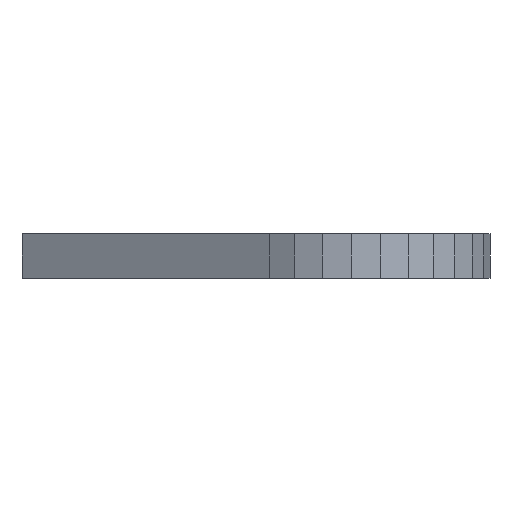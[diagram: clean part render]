
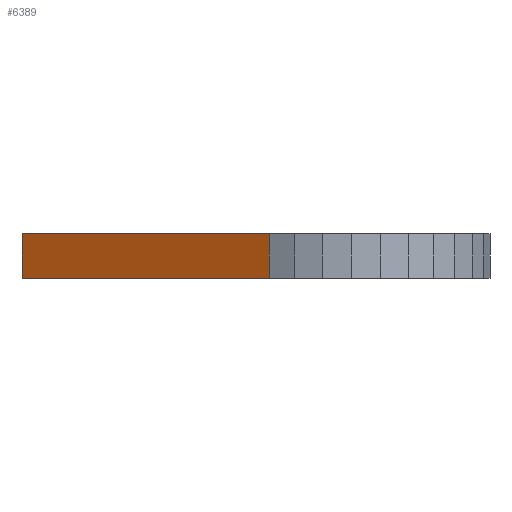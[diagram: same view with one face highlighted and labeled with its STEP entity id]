
A CAD part, left-side view. The second image highlights one B-rep face of the part: STEP entity #6389.
In plain terms, the highlighted planar face has unit normal (0.854, -0.52, 0).
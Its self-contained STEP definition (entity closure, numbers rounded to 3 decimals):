
#32 = PLANE('',#33);
#33 = AXIS2_PLACEMENT_3D('',#34,#35,#36);
#34 = CARTESIAN_POINT('',(58.36,-6.825,3.5));
#35 = DIRECTION('',(0.,0.,-1.));
#36 = DIRECTION('',(-1.,0.,-0.));
#141 = VERTEX_POINT('',#142);
#142 = CARTESIAN_POINT('',(-19.,-3.,3.5));
#156 = PLANE('',#157);
#157 = AXIS2_PLACEMENT_3D('',#158,#159,#160);
#158 = CARTESIAN_POINT('',(27.,-3.,0.));
#159 = DIRECTION('',(0.,1.,-0.));
#160 = DIRECTION('',(0.,0.,1.));
#168 = EDGE_CURVE('',#141,#169,#171,.T.);
#169 = VERTEX_POINT('',#170);
#170 = CARTESIAN_POINT('',(-30.899,-22.534,3.5));
#171 = SURFACE_CURVE('',#172,(#176,#183),.PCURVE_S1.);
#172 = LINE('',#173,#174);
#173 = CARTESIAN_POINT('',(-19.,-3.,3.5));
#174 = VECTOR('',#175,1.);
#175 = DIRECTION('',(-0.52,-0.854,0.));
#176 = PCURVE('',#32,#177);
#177 = DEFINITIONAL_REPRESENTATION('',(#178),#182);
#178 = LINE('',#179,#180);
#179 = CARTESIAN_POINT('',(77.36,3.825));
#180 = VECTOR('',#181,1.);
#181 = DIRECTION('',(0.52,-0.854));
#182 = ( GEOMETRIC_REPRESENTATION_CONTEXT(2) 
PARAMETRIC_REPRESENTATION_CONTEXT() REPRESENTATION_CONTEXT('2D SPACE',''
  ) );
#183 = PCURVE('',#184,#189);
#184 = PLANE('',#185);
#185 = AXIS2_PLACEMENT_3D('',#186,#187,#188);
#186 = CARTESIAN_POINT('',(-19.,-3.,0.));
#187 = DIRECTION('',(-0.854,0.52,0.));
#188 = DIRECTION('',(-0.52,-0.854,0.));
#189 = DEFINITIONAL_REPRESENTATION('',(#190),#194);
#190 = LINE('',#191,#192);
#191 = CARTESIAN_POINT('',(0.,3.5));
#192 = VECTOR('',#193,1.);
#193 = DIRECTION('',(1.,0.));
#194 = ( GEOMETRIC_REPRESENTATION_CONTEXT(2) 
PARAMETRIC_REPRESENTATION_CONTEXT() REPRESENTATION_CONTEXT('2D SPACE',''
  ) );
#212 = PLANE('',#213);
#213 = AXIS2_PLACEMENT_3D('',#214,#215,#216);
#214 = CARTESIAN_POINT('',(-31.474,-23.53,1.75));
#215 = DIRECTION('',(0.866,-0.5,0.)
  );
#216 = DIRECTION('',(0.5,0.866,0.));
#3145 = PLANE('',#3146);
#3146 = AXIS2_PLACEMENT_3D('',#3147,#3148,#3149);
#3147 = CARTESIAN_POINT('',(54.399,-25.462,0.));
#3148 = DIRECTION('',(0.,0.,1.));
#3149 = DIRECTION('',(1.,0.,-0.));
#3483 = VERTEX_POINT('',#3484);
#3484 = CARTESIAN_POINT('',(-30.899,-22.534,0.));
#3505 = EDGE_CURVE('',#3483,#3506,#3508,.T.);
#3506 = VERTEX_POINT('',#3507);
#3507 = CARTESIAN_POINT('',(-19.,-3.,0.));
#3508 = SURFACE_CURVE('',#3509,(#3513,#3520),.PCURVE_S1.);
#3509 = LINE('',#3510,#3511);
#3510 = CARTESIAN_POINT('',(-30.899,-22.534,0.));
#3511 = VECTOR('',#3512,1.);
#3512 = DIRECTION('',(0.52,0.854,0.));
#3513 = PCURVE('',#3145,#3514);
#3514 = DEFINITIONAL_REPRESENTATION('',(#3515),#3519);
#3515 = LINE('',#3516,#3517);
#3516 = CARTESIAN_POINT('',(-85.298,2.927));
#3517 = VECTOR('',#3518,1.);
#3518 = DIRECTION('',(0.52,0.854));
#3519 = ( GEOMETRIC_REPRESENTATION_CONTEXT(2) 
PARAMETRIC_REPRESENTATION_CONTEXT() REPRESENTATION_CONTEXT('2D SPACE',''
  ) );
#3520 = PCURVE('',#184,#3521);
#3521 = DEFINITIONAL_REPRESENTATION('',(#3522),#3526);
#3522 = LINE('',#3523,#3524);
#3523 = CARTESIAN_POINT('',(22.873,0.));
#3524 = VECTOR('',#3525,1.);
#3525 = DIRECTION('',(-1.,0.));
#3526 = ( GEOMETRIC_REPRESENTATION_CONTEXT(2) 
PARAMETRIC_REPRESENTATION_CONTEXT() REPRESENTATION_CONTEXT('2D SPACE',''
  ) );
#6368 = EDGE_CURVE('',#3506,#141,#6369,.T.);
#6369 = SURFACE_CURVE('',#6370,(#6374,#6381),.PCURVE_S1.);
#6370 = LINE('',#6371,#6372);
#6371 = CARTESIAN_POINT('',(-19.,-3.,0.));
#6372 = VECTOR('',#6373,1.);
#6373 = DIRECTION('',(0.,0.,1.));
#6374 = PCURVE('',#156,#6375);
#6375 = DEFINITIONAL_REPRESENTATION('',(#6376),#6380);
#6376 = LINE('',#6377,#6378);
#6377 = CARTESIAN_POINT('',(0.,-46.));
#6378 = VECTOR('',#6379,1.);
#6379 = DIRECTION('',(1.,0.));
#6380 = ( GEOMETRIC_REPRESENTATION_CONTEXT(2) 
PARAMETRIC_REPRESENTATION_CONTEXT() REPRESENTATION_CONTEXT('2D SPACE',''
  ) );
#6381 = PCURVE('',#184,#6382);
#6382 = DEFINITIONAL_REPRESENTATION('',(#6383),#6387);
#6383 = LINE('',#6384,#6385);
#6384 = CARTESIAN_POINT('',(0.,0.));
#6385 = VECTOR('',#6386,1.);
#6386 = DIRECTION('',(0.,1.));
#6387 = ( GEOMETRIC_REPRESENTATION_CONTEXT(2) 
PARAMETRIC_REPRESENTATION_CONTEXT() REPRESENTATION_CONTEXT('2D SPACE',''
  ) );
#6389 = ADVANCED_FACE('',(#6390),#184,.F.);
#6390 = FACE_BOUND('',#6391,.F.);
#6391 = EDGE_LOOP('',(#6392,#6393,#6394,#6415));
#6392 = ORIENTED_EDGE('',*,*,#6368,.F.);
#6393 = ORIENTED_EDGE('',*,*,#3505,.F.);
#6394 = ORIENTED_EDGE('',*,*,#6395,.T.);
#6395 = EDGE_CURVE('',#3483,#169,#6396,.T.);
#6396 = SURFACE_CURVE('',#6397,(#6401,#6408),.PCURVE_S1.);
#6397 = LINE('',#6398,#6399);
#6398 = CARTESIAN_POINT('',(-30.899,-22.534,0.));
#6399 = VECTOR('',#6400,1.);
#6400 = DIRECTION('',(0.,0.,1.));
#6401 = PCURVE('',#184,#6402);
#6402 = DEFINITIONAL_REPRESENTATION('',(#6403),#6407);
#6403 = LINE('',#6404,#6405);
#6404 = CARTESIAN_POINT('',(22.873,0.));
#6405 = VECTOR('',#6406,1.);
#6406 = DIRECTION('',(0.,1.));
#6407 = ( GEOMETRIC_REPRESENTATION_CONTEXT(2) 
PARAMETRIC_REPRESENTATION_CONTEXT() REPRESENTATION_CONTEXT('2D SPACE',''
  ) );
#6408 = PCURVE('',#212,#6409);
#6409 = DEFINITIONAL_REPRESENTATION('',(#6410),#6414);
#6410 = LINE('',#6411,#6412);
#6411 = CARTESIAN_POINT('',(1.15,-1.75));
#6412 = VECTOR('',#6413,1.);
#6413 = DIRECTION('',(0.,1.));
#6414 = ( GEOMETRIC_REPRESENTATION_CONTEXT(2) 
PARAMETRIC_REPRESENTATION_CONTEXT() REPRESENTATION_CONTEXT('2D SPACE',''
  ) );
#6415 = ORIENTED_EDGE('',*,*,#168,.F.);
